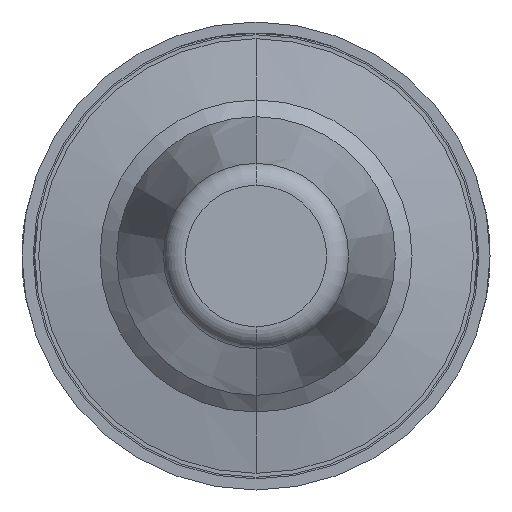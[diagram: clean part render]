
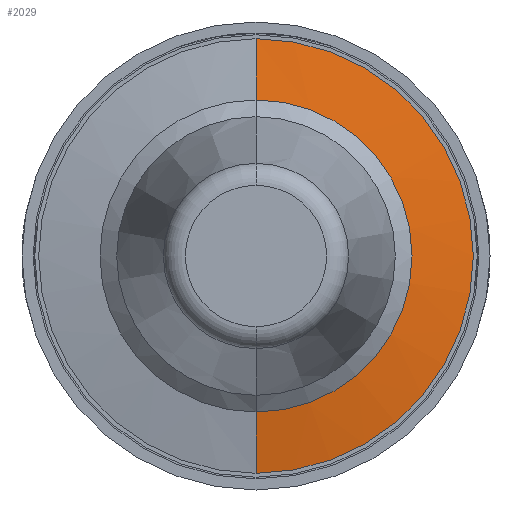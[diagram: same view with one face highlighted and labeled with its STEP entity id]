
A CAD part, front view. The second image highlights one B-rep face of the part: STEP entity #2029.
In plain terms, the highlighted conical face has half-angle 80.134 degrees and reference radius 0.8 mm.
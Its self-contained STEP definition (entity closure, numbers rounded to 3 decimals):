
#13 = AXIS2_PLACEMENT_3D ( 'NONE', #3288, #2741, #4381 ) ;
#286 = EDGE_CURVE ( 'NONE', #3341, #1052, #5179, .T. ) ;
#590 = DIRECTION ( 'NONE',  ( 0., 0.171, -0.985 ) ) ;
#1052 = VERTEX_POINT ( 'NONE', #5532 ) ;
#1055 = AXIS2_PLACEMENT_3D ( 'NONE', #4401, #1493, #2997 ) ;
#1463 = CONICAL_SURFACE ( 'NONE', #13, 0.8, 1.399 ) ;
#1493 = DIRECTION ( 'NONE',  ( 0., 1., 0. ) ) ;
#1595 = DIRECTION ( 'NONE',  ( 0., 0.171, 0.985 ) ) ;
#1718 = EDGE_CURVE ( 'Defeature ausgef�hrt1_21+Defeature ausgef�hrt1_20+Defeature ausgef�hrt1_20+Defeature ausgef�hrt1_20', #1052, #2517, #3658, .T. ) ;
#1921 = VERTEX_POINT ( 'NONE', #5550 ) ;
#1985 = FACE_OUTER_BOUND ( 'NONE', #6199, .T. ) ;
#1998 = VECTOR ( 'NONE', #1595, 1000. ) ;
#2029 = ADVANCED_FACE ( 'Defeature ausgef�hrt1_20', ( #1985 ), #1463, .T. ) ;
#2079 = CARTESIAN_POINT ( 'NONE',  ( 0., -29.7, -1.95 ) ) ;
#2080 = ORIENTED_EDGE ( 'NONE', *, *, #4486, .T. ) ;
#2479 = VECTOR ( 'NONE', #590, 1000. ) ;
#2490 = CARTESIAN_POINT ( 'NONE',  ( 0., -29.886, 0.883 ) ) ;
#2517 = VERTEX_POINT ( 'NONE', #2079 ) ;
#2741 = DIRECTION ( 'NONE',  ( 0., 1., 0. ) ) ;
#2876 = ORIENTED_EDGE ( 'NONE', *, *, #286, .F. ) ;
#2997 = DIRECTION ( 'NONE',  ( 0., 0., 1. ) ) ;
#3288 = CARTESIAN_POINT ( 'NONE',  ( 0., -29.9, 0. ) ) ;
#3297 = DIRECTION ( 'NONE',  ( 0., 1., 0. ) ) ;
#3341 = VERTEX_POINT ( 'NONE', #2490 ) ;
#3368 = DIRECTION ( 'NONE',  ( 0., 0., 1. ) ) ;
#3445 = CARTESIAN_POINT ( 'NONE',  ( 0., -29.9, -0.8 ) ) ;
#3658 = CIRCLE ( 'NONE', #1055, 1.95 ) ;
#3745 = ORIENTED_EDGE ( 'NONE', *, *, #1718, .F. ) ;
#4250 = CARTESIAN_POINT ( 'NONE',  ( 0., -29.886, 0. ) ) ;
#4381 = DIRECTION ( 'NONE',  ( 0., 0., 1. ) ) ;
#4401 = CARTESIAN_POINT ( 'NONE',  ( 0., -29.7, 0. ) ) ;
#4486 = EDGE_CURVE ( 'Defeature ausgef�hrt1_20+Defeature ausgef�hrt1_24+Defeature ausgef�hrt1_24+Defeature ausgef�hrt1_24', #3341, #1921, #5902, .T. ) ;
#4995 = AXIS2_PLACEMENT_3D ( 'NONE', #4250, #3297, #3368 ) ;
#5179 = LINE ( 'NONE', #5952, #1998 ) ;
#5197 = ORIENTED_EDGE ( 'NONE', *, *, #5852, .T. ) ;
#5228 = LINE ( 'NONE', #3445, #2479 ) ;
#5532 = CARTESIAN_POINT ( 'NONE',  ( 0., -29.7, 1.95 ) ) ;
#5550 = CARTESIAN_POINT ( 'NONE',  ( 0., -29.886, -0.883 ) ) ;
#5852 = EDGE_CURVE ( 'NONE', #1921, #2517, #5228, .T. ) ;
#5902 = CIRCLE ( 'NONE', #4995, 0.883 ) ;
#5952 = CARTESIAN_POINT ( 'NONE',  ( 0., -29.9, 0.8 ) ) ;
#6199 = EDGE_LOOP ( 'NONE', ( #2080, #5197, #3745, #2876 ) ) ;
